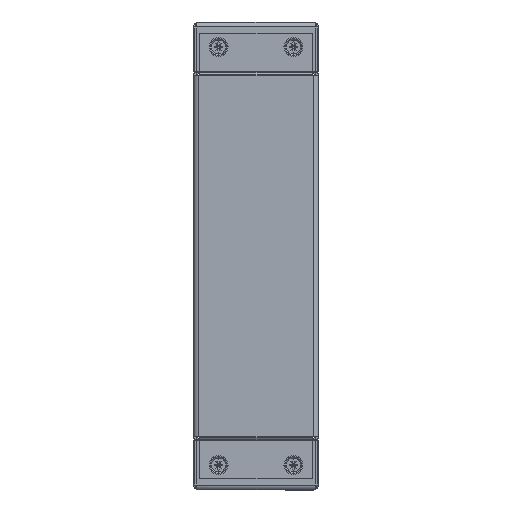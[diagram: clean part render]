
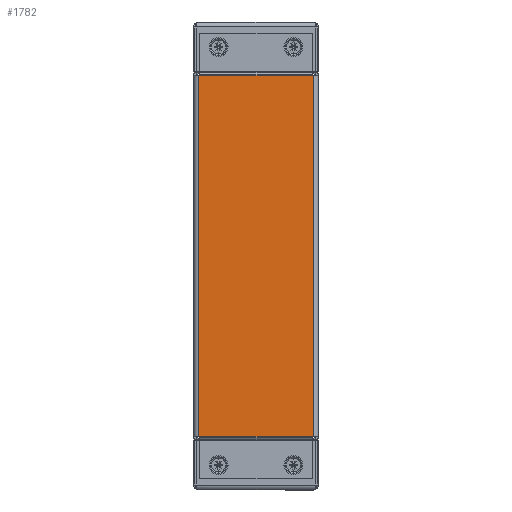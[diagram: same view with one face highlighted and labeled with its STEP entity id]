
A CAD part, left-side view. The second image highlights one B-rep face of the part: STEP entity #1782.
In plain terms, the highlighted face is planar.
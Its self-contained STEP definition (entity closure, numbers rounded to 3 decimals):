
#32 = DIRECTION ( 'NONE',  ( 1., 0., 0. ) ) ;
#56 = CARTESIAN_POINT ( 'NONE',  ( -145., 45.241, 0. ) ) ;
#96 = ORIENTED_EDGE ( 'NONE', *, *, #8281, .F. ) ;
#274 = CARTESIAN_POINT ( 'NONE',  ( -145., -45.241, 0. ) ) ;
#466 = CARTESIAN_POINT ( 'NONE',  ( 178.5, 50., 0. ) ) ;
#550 = CARTESIAN_POINT ( 'NONE',  ( 145., -45.241, 0. ) ) ;
#575 = CARTESIAN_POINT ( 'NONE',  ( 145., 50., 0. ) ) ;
#774 = ORIENTED_EDGE ( 'NONE', *, *, #6097, .F. ) ;
#775 = DIRECTION ( 'NONE',  ( 0., 1., 0. ) ) ;
#802 = CARTESIAN_POINT ( 'NONE',  ( 145., -46., 0. ) ) ;
#836 = VERTEX_POINT ( 'NONE', #4308 ) ;
#861 = EDGE_LOOP ( 'NONE', ( #7858, #96, #2891, #5217, #5857, #2879, #2946, #774 ) ) ;
#963 = DIRECTION ( 'NONE',  ( -1., 0., 0. ) ) ;
#1099 = LINE ( 'NONE', #6644, #7504 ) ;
#1158 = DIRECTION ( 'NONE',  ( 0., 1., 0. ) ) ;
#1199 = CARTESIAN_POINT ( 'NONE',  ( 145., -50., 0. ) ) ;
#1429 = AXIS2_PLACEMENT_3D ( 'NONE', #466, #6101, #1914 ) ;
#1450 = CARTESIAN_POINT ( 'NONE',  ( -145., 50., 0. ) ) ;
#1529 = EDGE_CURVE ( 'NONE', #9219, #836, #1099, .T. ) ;
#1625 = VECTOR ( 'NONE', #3520, 1000. ) ;
#1742 = LINE ( 'NONE', #575, #4211 ) ;
#1782 = ADVANCED_FACE ( 'NONE', ( #9109 ), #3993, .F. ) ;
#1804 = CARTESIAN_POINT ( 'NONE',  ( -145., 50., 0. ) ) ;
#1867 = VERTEX_POINT ( 'NONE', #6258 ) ;
#1914 = DIRECTION ( 'NONE',  ( -1., 0., 0. ) ) ;
#2103 = VERTEX_POINT ( 'NONE', #56 ) ;
#2187 = LINE ( 'NONE', #3591, #1625 ) ;
#2300 = VECTOR ( 'NONE', #775, 1000. ) ;
#2608 = CARTESIAN_POINT ( 'NONE',  ( -145., -46., 0. ) ) ;
#2629 = DIRECTION ( 'NONE',  ( 0., -1., 0. ) ) ;
#2741 = VECTOR ( 'NONE', #32, 1000. ) ;
#2879 = ORIENTED_EDGE ( 'NONE', *, *, #4369, .F. ) ;
#2891 = ORIENTED_EDGE ( 'NONE', *, *, #1529, .T. ) ;
#2937 = CARTESIAN_POINT ( 'NONE',  ( 145., 46., 0. ) ) ;
#2946 = ORIENTED_EDGE ( 'NONE', *, *, #4250, .T. ) ;
#3233 = LINE ( 'NONE', #1450, #8994 ) ;
#3259 = VERTEX_POINT ( 'NONE', #2608 ) ;
#3520 = DIRECTION ( 'NONE',  ( 0., -1., 0. ) ) ;
#3591 = CARTESIAN_POINT ( 'NONE',  ( 145., 50., 0. ) ) ;
#3993 = PLANE ( 'NONE',  #1429 ) ;
#4166 = EDGE_CURVE ( 'NONE', #1867, #4176, #1742, .T. ) ;
#4176 = VERTEX_POINT ( 'NONE', #550 ) ;
#4211 = VECTOR ( 'NONE', #8406, 1000. ) ;
#4250 = EDGE_CURVE ( 'NONE', #3259, #7793, #5871, .T. ) ;
#4308 = CARTESIAN_POINT ( 'NONE',  ( -145., 46., 0. ) ) ;
#4369 = EDGE_CURVE ( 'NONE', #3259, #4545, #6795, .T. ) ;
#4545 = VERTEX_POINT ( 'NONE', #274 ) ;
#4657 = DIRECTION ( 'NONE',  ( 0., -1., 0. ) ) ;
#5181 = VECTOR ( 'NONE', #2629, 1000. ) ;
#5217 = ORIENTED_EDGE ( 'NONE', *, *, #7116, .F. ) ;
#5857 = ORIENTED_EDGE ( 'NONE', *, *, #9038, .T. ) ;
#5871 = LINE ( 'NONE', #7118, #2741 ) ;
#6097 = EDGE_CURVE ( 'NONE', #4176, #7793, #6411, .T. ) ;
#6101 = DIRECTION ( 'NONE',  ( 0., 0., -1. ) ) ;
#6258 = CARTESIAN_POINT ( 'NONE',  ( 145., 45.241, 0. ) ) ;
#6411 = LINE ( 'NONE', #1199, #5181 ) ;
#6644 = CARTESIAN_POINT ( 'NONE',  ( 178.5, 46., 0. ) ) ;
#6795 = LINE ( 'NONE', #7851, #2300 ) ;
#7116 = EDGE_CURVE ( 'NONE', #2103, #836, #3233, .T. ) ;
#7118 = CARTESIAN_POINT ( 'NONE',  ( -178.5, -46., 0. ) ) ;
#7504 = VECTOR ( 'NONE', #963, 1000. ) ;
#7675 = LINE ( 'NONE', #1804, #8356 ) ;
#7793 = VERTEX_POINT ( 'NONE', #802 ) ;
#7851 = CARTESIAN_POINT ( 'NONE',  ( -145., -50., 0. ) ) ;
#7858 = ORIENTED_EDGE ( 'NONE', *, *, #4166, .F. ) ;
#8281 = EDGE_CURVE ( 'NONE', #9219, #1867, #2187, .T. ) ;
#8356 = VECTOR ( 'NONE', #4657, 1000. ) ;
#8406 = DIRECTION ( 'NONE',  ( 0., -1., 0. ) ) ;
#8994 = VECTOR ( 'NONE', #1158, 1000. ) ;
#9038 = EDGE_CURVE ( 'NONE', #2103, #4545, #7675, .T. ) ;
#9109 = FACE_OUTER_BOUND ( 'NONE', #861, .T. ) ;
#9219 = VERTEX_POINT ( 'NONE', #2937 ) ;
